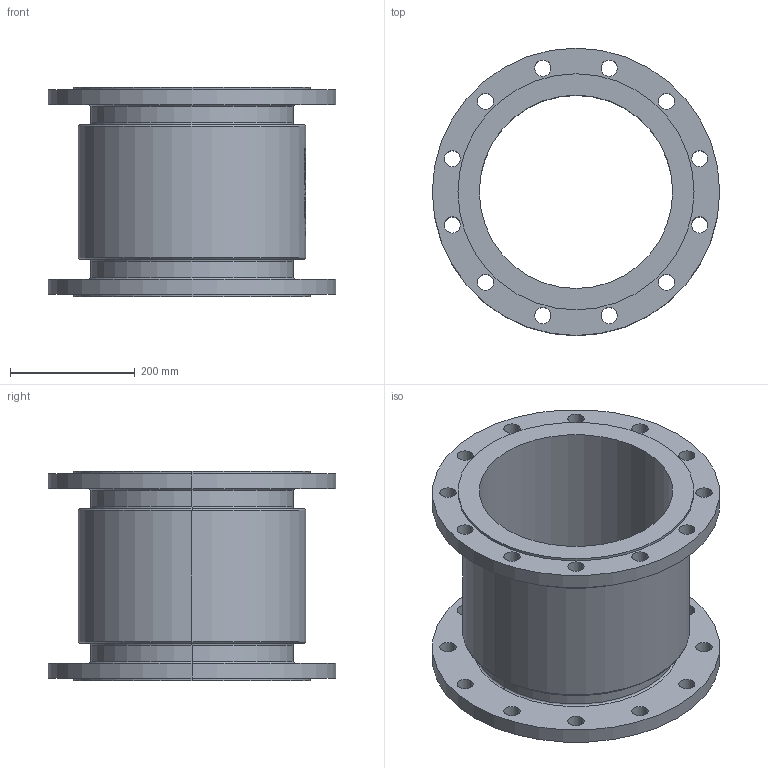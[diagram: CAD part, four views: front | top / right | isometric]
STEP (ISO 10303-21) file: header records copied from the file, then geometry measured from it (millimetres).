
FILE_DESCRIPTION (( 'STEP AP214' ), '1' );
FILE_NAME ('7120000_DN300_PN16_1190557.STEP', '2022-02-24T07:03:24', ( 'axxx' ), ( 'Hewlett-Packard Company' ), 'SwSTEP 2.0', 'SolidWorks 2019', '' );
FILE_SCHEMA (( 'AUTOMOTIVE_DESIGN' ));
Length unit declared in the file: millimetre
Products named in the file (1): 7120000_DN300_PN16_1190557
Bounding box: 460 x 460 x 335 mm (x, y, z)
Volume: 10980317.8 mm3; surface area: 1127754.4 mm2
Topology: 1 solids, 1 shells, 545 faces, 1419 edges, 942 vertices
Faces by surface type: plane 231, bspline 219, cylinder 83, torus 12
Entity records: 30534 total; most frequent: CARTESIAN_POINT 18450, ORIENTED_EDGE 2838, DIRECTION 1798, EDGE_CURVE 1419, VERTEX_POINT 942, LINE 728, VECTOR 728, EDGE_LOOP 661
